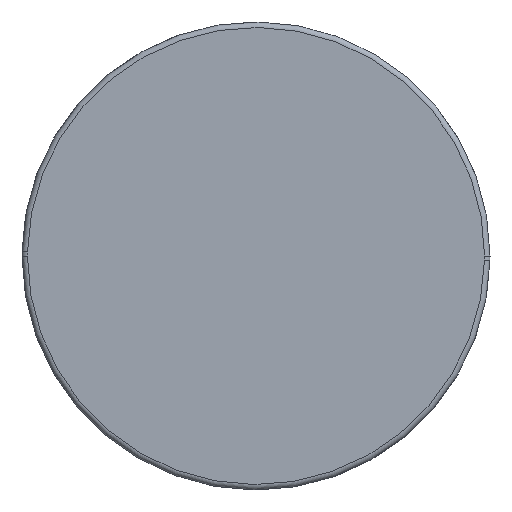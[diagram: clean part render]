
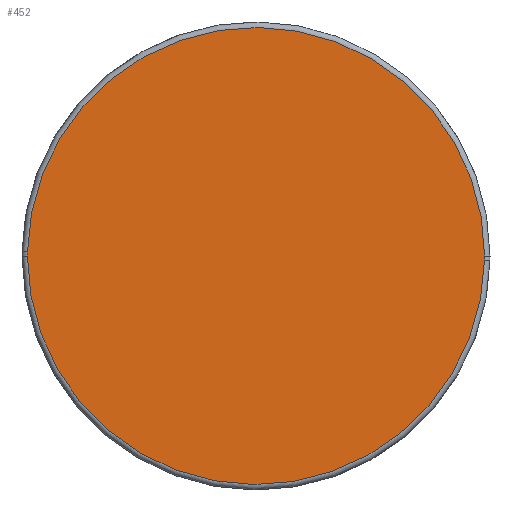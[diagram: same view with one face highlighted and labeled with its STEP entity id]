
A CAD part, left-side view. The second image highlights one B-rep face of the part: STEP entity #452.
In plain terms, the highlighted planar face has unit normal (-1, 0, 0).
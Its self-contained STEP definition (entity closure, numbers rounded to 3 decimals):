
#452=ADVANCED_FACE('Solid.2',(#910),#911,.T.);
#910=FACE_OUTER_BOUND('',#1359,.T.);
#911=PLANE('',#1360);
#1359=EDGE_LOOP('',(#2686,#2687,#2688,#2689));
#1360=AXIS2_PLACEMENT_3D('',#2690,#2691,#2692);
#2686=ORIENTED_EDGE('',*,*,#2709,.T.);
#2687=ORIENTED_EDGE('',*,*,#2699,.T.);
#2688=ORIENTED_EDGE('',*,*,#2705,.T.);
#2689=ORIENTED_EDGE('',*,*,#2715,.T.);
#2690=CARTESIAN_POINT('',(2.6,0.0,0.0));
#2691=DIRECTION('',(-1.0,0.0,0.0));
#2692=DIRECTION('',(0.0,1.0,0.0));
#2699=EDGE_CURVE('',#3226,#3224,#3227,.T.);
#2705=EDGE_CURVE('',#3224,#3234,#3236,.T.);
#2709=EDGE_CURVE('',#3239,#3226,#3242,.T.);
#2715=EDGE_CURVE('',#3234,#3239,#3250,.T.);
#3224=VERTEX_POINT('',#3997);
#3226=VERTEX_POINT('',#3999);
#3227=CIRCLE('',#4000,8.4);
#3234=VERTEX_POINT('',#4007);
#3236=CIRCLE('',#4009,8.4);
#3239=VERTEX_POINT('',#4012);
#3242=CIRCLE('',#4015,8.4);
#3250=CIRCLE('',#4025,8.4);
#3997=CARTESIAN_POINT('',(2.6,-8.399,-0.15));
#3999=CARTESIAN_POINT('',(2.6,8.4,0.));
#4000=AXIS2_PLACEMENT_3D('',#5115,#5116,#5117);
#4007=CARTESIAN_POINT('',(2.6,-8.4,0.));
#4009=AXIS2_PLACEMENT_3D('',#5130,#5131,#5132);
#4012=CARTESIAN_POINT('',(2.6,8.399,0.15));
#4015=AXIS2_PLACEMENT_3D('',#5139,#5140,#5141);
#4025=AXIS2_PLACEMENT_3D('',#5147,#5148,#5149);
#5115=CARTESIAN_POINT('',(2.6,0.0,0.0));
#5116=DIRECTION('',(-1.0,0.0,0.0));
#5117=DIRECTION('',(0.0,1.,0.018));
#5130=CARTESIAN_POINT('',(2.6,0.0,0.0));
#5131=DIRECTION('',(-1.0,0.0,0.0));
#5132=DIRECTION('',(0.0,1.,0.018));
#5139=CARTESIAN_POINT('',(2.6,0.,0.));
#5140=DIRECTION('',(-1.0,0.0,0.0));
#5141=DIRECTION('',(0.0,1.0,0.0));
#5147=CARTESIAN_POINT('',(2.6,0.,0.));
#5148=DIRECTION('',(-1.0,0.0,0.0));
#5149=DIRECTION('',(0.0,1.0,0.0));
